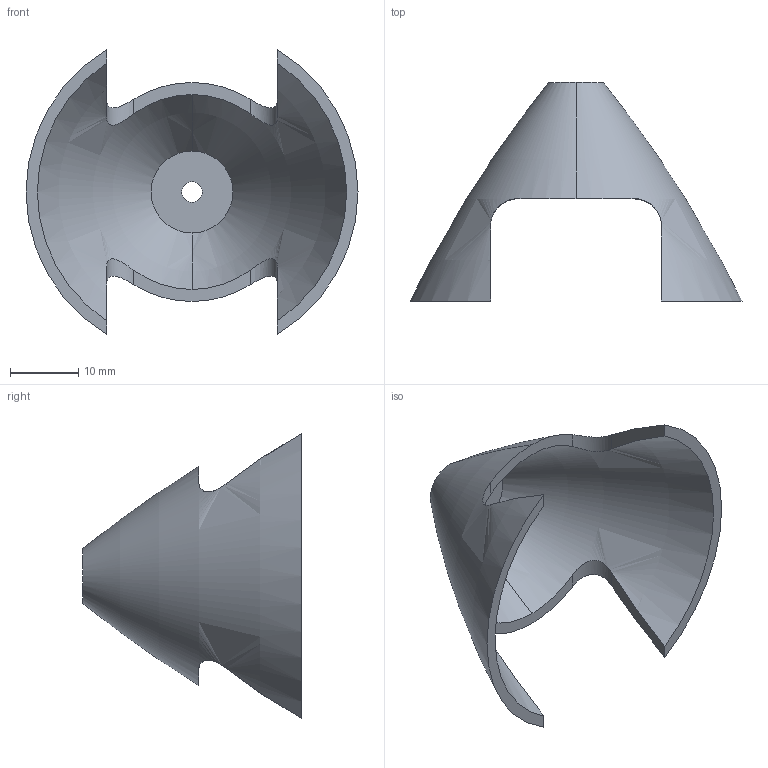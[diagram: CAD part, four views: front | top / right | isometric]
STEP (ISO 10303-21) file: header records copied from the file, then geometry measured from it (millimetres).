
FILE_DESCRIPTION (( 'STEP AP214' ), '1' );
FILE_NAME ('spinner front.STEP', '2025-06-24T00:54:01', ( 'Çù¼º°ø¾÷' ), ( 'Çù¼º°ø¾÷' ), 'SwSTEP 2.0', 'SolidWorks 2009', '' );
FILE_SCHEMA (( 'AUTOMOTIVE_DESIGN' ));
Length unit declared in the file: millimetre
Products named in the file (1): spinner front
Bounding box: 48.57 x 32 x 41.64 mm (x, y, z)
Volume: 3769.3 mm3; surface area: 5225.6 mm2
Topology: 1 solids, 1 shells, 23 faces, 60 edges, 40 vertices
Faces by surface type: plane 11, cylinder 8, torus 4
Entity records: 937 total; most frequent: CARTESIAN_POINT 344, ORIENTED_EDGE 120, DIRECTION 120, EDGE_CURVE 60, AXIS2_PLACEMENT_3D 52, VERTEX_POINT 40, CIRCLE 28, EDGE_LOOP 26
